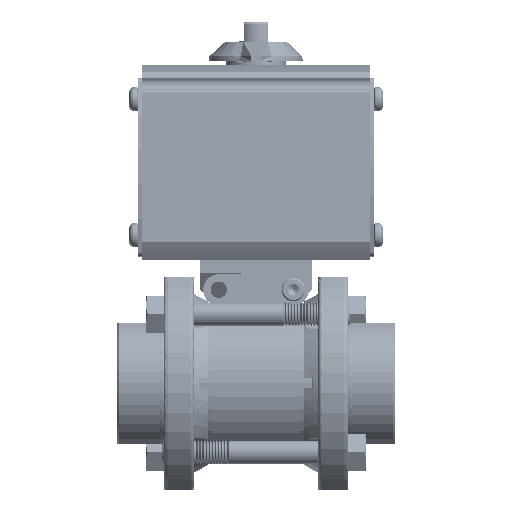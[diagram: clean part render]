
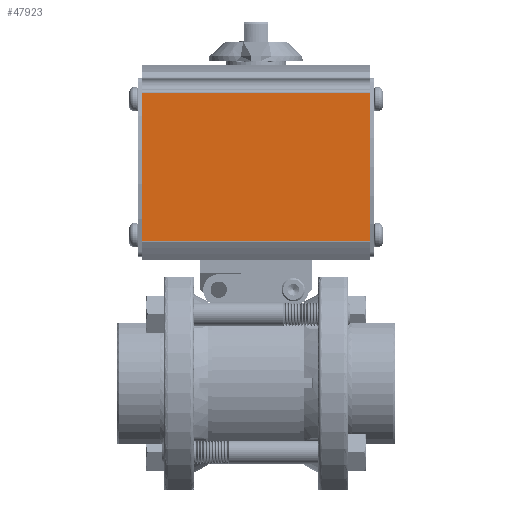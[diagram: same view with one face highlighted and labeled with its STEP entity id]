
A CAD part, top view. The second image highlights one B-rep face of the part: STEP entity #47923.
In plain terms, the highlighted planar face has unit normal (0, 0, 1).
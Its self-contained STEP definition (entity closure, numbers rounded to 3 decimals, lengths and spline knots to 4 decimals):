
#3713 = EDGE_CURVE ( 'NONE', #54577, #66559, #13303, .T. ) ;
#7151 = EDGE_CURVE ( 'NONE', #53883, #66559, #79763, .T. ) ;
#12458 = CARTESIAN_POINT ( 'NONE',  ( -1.5109, 1.7988, 3.281 ) ) ;
#13303 = LINE ( 'NONE', #45014, #63237 ) ;
#15076 = ORIENTED_EDGE ( 'NONE', *, *, #3713, .F. ) ;
#15685 = VECTOR ( 'NONE', #43292, 39.3701 ) ;
#18848 = CARTESIAN_POINT ( 'NONE',  ( -5.0238, 3.8004, 3.281 ) ) ;
#19283 = VECTOR ( 'NONE', #20048, 39.3701 ) ;
#20048 = DIRECTION ( 'NONE',  ( 0., 1., 0. ) ) ;
#25020 = EDGE_CURVE ( 'NONE', #53883, #128150, #45834, .T. ) ;
#28857 = DIRECTION ( 'NONE',  ( 0., -1., 0. ) ) ;
#29819 = VECTOR ( 'NONE', #54105, 39.3701 ) ;
#36720 = AXIS2_PLACEMENT_3D ( 'NONE', #18848, #88568, #28857 ) ;
#43292 = DIRECTION ( 'NONE',  ( -1., 0., 0. ) ) ;
#45014 = CARTESIAN_POINT ( 'NONE',  ( 1.5441, 3.8004, 3.281 ) ) ;
#45834 = LINE ( 'NONE', #59742, #19283 ) ;
#47923 = ADVANCED_FACE ( 'NONE', ( #85412 ), #98148, .F. ) ;
#49032 = EDGE_LOOP ( 'NONE', ( #15076, #116600, #76457, #100785 ) ) ;
#52615 = EDGE_CURVE ( 'NONE', #54577, #128150, #95224, .T. ) ;
#53883 = VERTEX_POINT ( 'NONE', #12458 ) ;
#54105 = DIRECTION ( 'NONE',  ( 1., 0., 0. ) ) ;
#54577 = VERTEX_POINT ( 'NONE', #83098 ) ;
#59742 = CARTESIAN_POINT ( 'NONE',  ( -1.5109, 3.8004, 3.281 ) ) ;
#63237 = VECTOR ( 'NONE', #125179, 39.3701 ) ;
#66559 = VERTEX_POINT ( 'NONE', #103605 ) ;
#76457 = ORIENTED_EDGE ( 'NONE', *, *, #25020, .F. ) ;
#79763 = LINE ( 'NONE', #113750, #29819 ) ;
#83098 = CARTESIAN_POINT ( 'NONE',  ( 1.5441, 3.7931, 3.281 ) ) ;
#85412 = FACE_OUTER_BOUND ( 'NONE', #49032, .T. ) ;
#88568 = DIRECTION ( 'NONE',  ( 0., 0., -1. ) ) ;
#95224 = LINE ( 'NONE', #113007, #15685 ) ;
#98148 = PLANE ( 'NONE',  #36720 ) ;
#100785 = ORIENTED_EDGE ( 'NONE', *, *, #7151, .T. ) ;
#103605 = CARTESIAN_POINT ( 'NONE',  ( 1.5441, 1.7988, 3.281 ) ) ;
#108565 = CARTESIAN_POINT ( 'NONE',  ( -1.5109, 3.7931, 3.281 ) ) ;
#113007 = CARTESIAN_POINT ( 'NONE',  ( -5.0238, 3.7931, 3.281 ) ) ;
#113750 = CARTESIAN_POINT ( 'NONE',  ( -5.0238, 1.7988, 3.281 ) ) ;
#116600 = ORIENTED_EDGE ( 'NONE', *, *, #52615, .T. ) ;
#125179 = DIRECTION ( 'NONE',  ( 0., -1., 0. ) ) ;
#128150 = VERTEX_POINT ( 'NONE', #108565 ) ;
